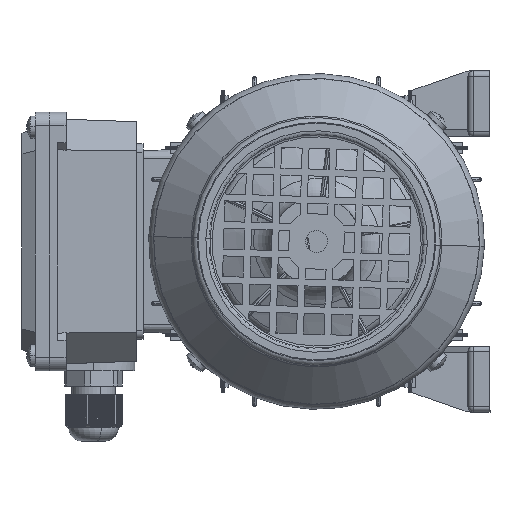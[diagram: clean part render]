
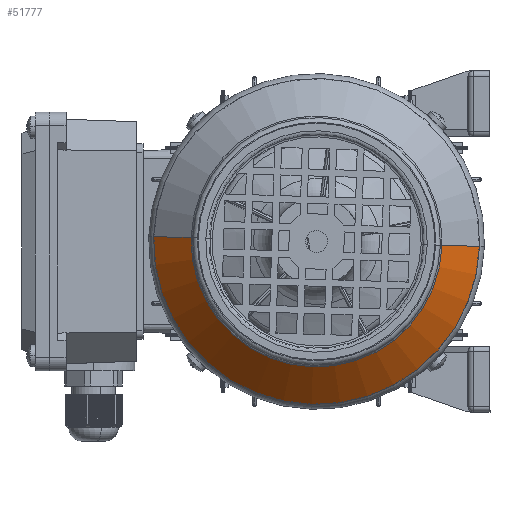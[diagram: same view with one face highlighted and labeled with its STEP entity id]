
A CAD part, left-side view. The second image highlights one B-rep face of the part: STEP entity #51777.
In plain terms, the highlighted conical face has half-angle 45 degrees and reference radius 59.243 mm.
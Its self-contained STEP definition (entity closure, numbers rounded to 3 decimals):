
#51700 = ORIENTED_EDGE ( 'NONE', *, *, #51701, .T. ) ;
#51701 = EDGE_CURVE ( 'NONE', #51782, #51717, #91362, .T. ) ;
#51702 = ORIENTED_EDGE ( 'NONE', *, *, #51715, .F. ) ;
#51703 = ORIENTED_EDGE ( 'NONE', *, *, #51704, .F. ) ;
#51704 = EDGE_CURVE ( 'NONE', #51781, #51716, #91358, .T. ) ;
#51715 = EDGE_CURVE ( 'NONE', #51716, #51717, #91397, .T. ) ;
#51716 = VERTEX_POINT ( 'NONE', #91389 ) ;
#51717 = VERTEX_POINT ( 'NONE', #91388 ) ;
#51777 = ADVANCED_FACE ( 'NONE', ( #91501 ), #91500, .T. ) ;
#51778 = EDGE_LOOP ( 'NONE', ( #51779, #51700, #51702, #51703 ) ) ;
#51779 = ORIENTED_EDGE ( 'NONE', *, *, #51780, .T. ) ;
#51780 = EDGE_CURVE ( 'NONE', #51781, #51782, #91556, .T. ) ;
#51781 = VERTEX_POINT ( 'NONE', #91551 ) ;
#51782 = VERTEX_POINT ( 'NONE', #91550 ) ;
#91355 = DIRECTION ( 'NONE',  ( -0.707, 0., 0.707 ) ) ;
#91356 = VECTOR ( 'NONE', #91355, 1000. ) ;
#91357 = CARTESIAN_POINT ( 'NONE',  ( 45.757, 0., 59.243 ) ) ;
#91358 = LINE ( 'NONE', #91357, #91356 ) ;
#91359 = DIRECTION ( 'NONE',  ( -0.707, 0., -0.707 ) ) ;
#91360 = VECTOR ( 'NONE', #91359, 1000. ) ;
#91361 = CARTESIAN_POINT ( 'NONE',  ( 45.757, 0., -59.243 ) ) ;
#91362 = LINE ( 'NONE', #91361, #91360 ) ;
#91388 = CARTESIAN_POINT ( 'NONE',  ( 45.757, 0., -59.243 ) ) ;
#91389 = CARTESIAN_POINT ( 'NONE',  ( 45.757, 0., 59.243 ) ) ;
#91390 = DIRECTION ( 'NONE',  ( 0., 0., 1. ) ) ;
#91391 = DIRECTION ( 'NONE',  ( -1., 0., 0. ) ) ;
#91392 = CARTESIAN_POINT ( 'NONE',  ( 45.757, 0., 0. ) ) ;
#91393 = AXIS2_PLACEMENT_3D ( 'NONE', #91392, #91391, #91390 ) ;
#91397 = CIRCLE ( 'NONE', #91393, 59.243 ) ;
#91499 = CARTESIAN_POINT ( 'NONE',  ( 45.757, 0., 0. ) ) ;
#91500 = CONICAL_SURFACE ( 'NONE', #91559, 59.243, 0.785 ) ;
#91501 = FACE_OUTER_BOUND ( 'NONE', #51778, .T. ) ;
#91550 = CARTESIAN_POINT ( 'NONE',  ( 59.414, 0., -45.586 ) ) ;
#91551 = CARTESIAN_POINT ( 'NONE',  ( 59.414, 0., 45.586 ) ) ;
#91552 = DIRECTION ( 'NONE',  ( 0., 0., 1. ) ) ;
#91553 = DIRECTION ( 'NONE',  ( -1., 0., 0. ) ) ;
#91554 = CARTESIAN_POINT ( 'NONE',  ( 59.414, 0., 0. ) ) ;
#91555 = AXIS2_PLACEMENT_3D ( 'NONE', #91554, #91553, #91552 ) ;
#91556 = CIRCLE ( 'NONE', #91555, 45.586 ) ;
#91557 = DIRECTION ( 'NONE',  ( 0., 0., 1. ) ) ;
#91558 = DIRECTION ( 'NONE',  ( -1., 0., 0. ) ) ;
#91559 = AXIS2_PLACEMENT_3D ( 'NONE', #91499, #91558, #91557 ) ;
